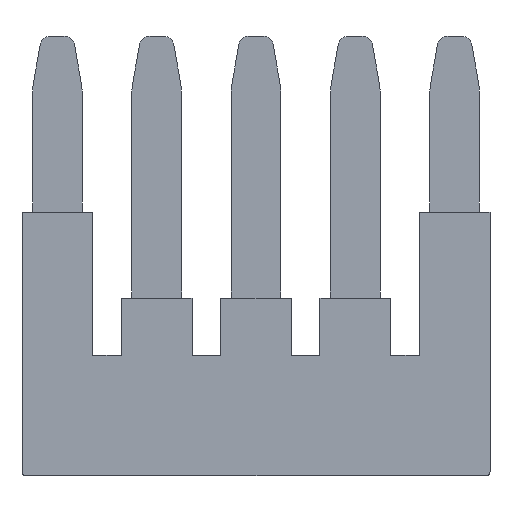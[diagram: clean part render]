
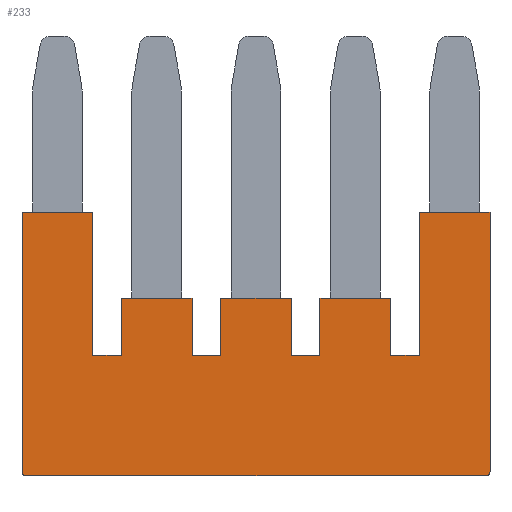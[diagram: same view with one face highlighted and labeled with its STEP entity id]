
A CAD part, front view. The second image highlights one B-rep face of the part: STEP entity #233.
In plain terms, the highlighted planar face has unit normal (0, -1, 0).
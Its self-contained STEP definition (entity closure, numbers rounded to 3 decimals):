
#233 = ADVANCED_FACE( '', ( #478 ), #479, .T. );
#478 = FACE_OUTER_BOUND( '', #727, .T. );
#479 = PLANE( '', #728 );
#727 = EDGE_LOOP( '', ( #1382, #1383, #1384, #1385, #1386, #1387, #1388, #1389, #1390, #1391, #1392, #1393, #1394, #1395, #1396, #1397, #1398, #1399, #1400, #1401, #1402, #1403 ) );
#728 = AXIS2_PLACEMENT_3D( '', #1404, #1405, #1406 );
#1382 = ORIENTED_EDGE( '', *, *, #1612, .T. );
#1383 = ORIENTED_EDGE( '', *, *, #1582, .T. );
#1384 = ORIENTED_EDGE( '', *, *, #1589, .F. );
#1385 = ORIENTED_EDGE( '', *, *, #1684, .T. );
#1386 = ORIENTED_EDGE( '', *, *, #1640, .T. );
#1387 = ORIENTED_EDGE( '', *, *, #1578, .T. );
#1388 = ORIENTED_EDGE( '', *, *, #1546, .F. );
#1389 = ORIENTED_EDGE( '', *, *, #1776, .T. );
#1390 = ORIENTED_EDGE( '', *, *, #1789, .T. );
#1391 = ORIENTED_EDGE( '', *, *, #1792, .T. );
#1392 = ORIENTED_EDGE( '', *, *, #1780, .T. );
#1393 = ORIENTED_EDGE( '', *, *, #1560, .T. );
#1394 = ORIENTED_EDGE( '', *, *, #1736, .T. );
#1395 = ORIENTED_EDGE( '', *, *, #1619, .T. );
#1396 = ORIENTED_EDGE( '', *, *, #1753, .T. );
#1397 = ORIENTED_EDGE( '', *, *, #1721, .T. );
#1398 = ORIENTED_EDGE( '', *, *, #1773, .T. );
#1399 = ORIENTED_EDGE( '', *, *, #1793, .T. );
#1400 = ORIENTED_EDGE( '', *, *, #1573, .T. );
#1401 = ORIENTED_EDGE( '', *, *, #1600, .T. );
#1402 = ORIENTED_EDGE( '', *, *, #1568, .T. );
#1403 = ORIENTED_EDGE( '', *, *, #1650, .T. );
#1404 = CARTESIAN_POINT( '', ( -17.681, 0., -23.728 ) );
#1405 = DIRECTION( '', ( 0., -1., 0. ) );
#1406 = DIRECTION( '', ( 0., 0., -1. ) );
#1546 = EDGE_CURVE( '', #1864, #1866, #1867, .T. );
#1560 = EDGE_CURVE( '', #1891, #1892, #1893, .T. );
#1568 = EDGE_CURVE( '', #1905, #1906, #1907, .T. );
#1573 = EDGE_CURVE( '', #1914, #1915, #1916, .T. );
#1578 = EDGE_CURVE( '', #1923, #1866, #1924, .T. );
#1582 = EDGE_CURVE( '', #1929, #1930, #1931, .T. );
#1589 = EDGE_CURVE( '', #1940, #1930, #1942, .T. );
#1600 = EDGE_CURVE( '', #1915, #1905, #1959, .T. );
#1612 = EDGE_CURVE( '', #1973, #1929, #1977, .T. );
#1619 = EDGE_CURVE( '', #1988, #1989, #1990, .T. );
#1640 = EDGE_CURVE( '', #2026, #1923, #2027, .T. );
#1650 = EDGE_CURVE( '', #1906, #1973, #2040, .T. );
#1684 = EDGE_CURVE( '', #1940, #2026, #2086, .T. );
#1721 = EDGE_CURVE( '', #2141, #2142, #2143, .T. );
#1736 = EDGE_CURVE( '', #1892, #1988, #2163, .T. );
#1753 = EDGE_CURVE( '', #1989, #2141, #2183, .T. );
#1773 = EDGE_CURVE( '', #2142, #2208, #2209, .T. );
#1776 = EDGE_CURVE( '', #1864, #2212, #2213, .T. );
#1780 = EDGE_CURVE( '', #2217, #1891, #2218, .T. );
#1789 = EDGE_CURVE( '', #2212, #2227, #2228, .T. );
#1792 = EDGE_CURVE( '', #2227, #2217, #2231, .T. );
#1793 = EDGE_CURVE( '', #2208, #1914, #2232, .T. );
#1864 = VERTEX_POINT( '', #2316 );
#1866 = VERTEX_POINT( '', #2319 );
#1867 = LINE( '', #2320, #2321 );
#1891 = VERTEX_POINT( '', #2352 );
#1892 = VERTEX_POINT( '', #2353 );
#1893 = LINE( '', #2354, #2355 );
#1905 = VERTEX_POINT( '', #2373 );
#1906 = VERTEX_POINT( '', #2374 );
#1907 = LINE( '', #2375, #2376 );
#1914 = VERTEX_POINT( '', #2386 );
#1915 = VERTEX_POINT( '', #2387 );
#1916 = LINE( '', #2388, #2389 );
#1923 = VERTEX_POINT( '', #2399 );
#1924 = LINE( '', #2400, #2401 );
#1929 = VERTEX_POINT( '', #2408 );
#1930 = VERTEX_POINT( '', #2409 );
#1931 = CIRCLE( '', #2410, 0.2 );
#1940 = VERTEX_POINT( '', #2422 );
#1942 = LINE( '', #2425, #2426 );
#1959 = LINE( '', #2450, #2451 );
#1973 = VERTEX_POINT( '', #2472 );
#1977 = LINE( '', #2478, #2479 );
#1988 = VERTEX_POINT( '', #2494 );
#1989 = VERTEX_POINT( '', #2495 );
#1990 = LINE( '', #2496, #2497 );
#2026 = VERTEX_POINT( '', #2545 );
#2027 = LINE( '', #2546, #2547 );
#2040 = CIRCLE( '', #2566, 0.2 );
#2086 = LINE( '', #2629, #2630 );
#2141 = VERTEX_POINT( '', #2704 );
#2142 = VERTEX_POINT( '', #2705 );
#2143 = LINE( '', #2706, #2707 );
#2163 = LINE( '', #2736, #2737 );
#2183 = LINE( '', #2766, #2767 );
#2208 = VERTEX_POINT( '', #2802 );
#2209 = LINE( '', #2803, #2804 );
#2212 = VERTEX_POINT( '', #2808 );
#2213 = LINE( '', #2809, #2810 );
#2217 = VERTEX_POINT( '', #2816 );
#2218 = LINE( '', #2817, #2818 );
#2227 = VERTEX_POINT( '', #2830 );
#2228 = LINE( '', #2831, #2832 );
#2231 = LINE( '', #2836, #2837 );
#2232 = LINE( '', #2838, #2839 );
#2316 = CARTESIAN_POINT( '', ( -13.931, 0., -14.428 ) );
#2319 = CARTESIAN_POINT( '', ( -13.931, 0., -17.428 ) );
#2320 = CARTESIAN_POINT( '', ( -13.931, 0., -17.428 ) );
#2321 = VECTOR( '', #2906, 1000. );
#2352 = CARTESIAN_POINT( '', ( -19.131, 0., -14.428 ) );
#2353 = CARTESIAN_POINT( '', ( -22.831, 0., -14.428 ) );
#2354 = CARTESIAN_POINT( '', ( -22.831, 0., -14.428 ) );
#2355 = VECTOR( '', #2926, 1000. );
#2373 = CARTESIAN_POINT( '', ( -33.231, 0., -9.928 ) );
#2374 = CARTESIAN_POINT( '', ( -33.231, 0., -23.528 ) );
#2375 = CARTESIAN_POINT( '', ( -33.231, 0., -10.328 ) );
#2376 = VECTOR( '', #2933, 1000. );
#2386 = CARTESIAN_POINT( '', ( -29.531, 0., -17.428 ) );
#2387 = CARTESIAN_POINT( '', ( -29.531, 0., -9.928 ) );
#2388 = CARTESIAN_POINT( '', ( -29.531, 0., -10.328 ) );
#2389 = VECTOR( '', #2937, 1000. );
#2399 = CARTESIAN_POINT( '', ( -12.431, 0., -17.428 ) );
#2400 = CARTESIAN_POINT( '', ( -12.481, 0., -17.428 ) );
#2401 = VECTOR( '', #2941, 1000. );
#2408 = CARTESIAN_POINT( '', ( -8.931, 0., -23.728 ) );
#2409 = CARTESIAN_POINT( '', ( -8.731, 0., -23.528 ) );
#2410 = AXIS2_PLACEMENT_3D( '', #2944, #2945, #2946 );
#2422 = CARTESIAN_POINT( '', ( -8.731, 0., -9.928 ) );
#2425 = CARTESIAN_POINT( '', ( -8.731, 0., -23.528 ) );
#2426 = VECTOR( '', #2954, 1000. );
#2450 = CARTESIAN_POINT( '', ( -33.231, 0., -9.928 ) );
#2451 = VECTOR( '', #2962, 1000. );
#2472 = CARTESIAN_POINT( '', ( -33.031, 0., -23.728 ) );
#2478 = CARTESIAN_POINT( '', ( -17.681, 0., -23.728 ) );
#2479 = VECTOR( '', #2972, 1000. );
#2494 = CARTESIAN_POINT( '', ( -22.831, 0., -17.428 ) );
#2495 = CARTESIAN_POINT( '', ( -24.331, 0., -17.428 ) );
#2496 = CARTESIAN_POINT( '', ( -22.831, 0., -17.428 ) );
#2497 = VECTOR( '', #2977, 1000. );
#2545 = CARTESIAN_POINT( '', ( -12.431, 0., -9.928 ) );
#2546 = CARTESIAN_POINT( '', ( -12.431, 0., -17.428 ) );
#2547 = VECTOR( '', #3005, 1000. );
#2566 = AXIS2_PLACEMENT_3D( '', #3012, #3013, #3014 );
#2629 = CARTESIAN_POINT( '', ( -12.431, 0., -9.928 ) );
#2630 = VECTOR( '', #3053, 1000. );
#2704 = CARTESIAN_POINT( '', ( -24.331, 0., -14.428 ) );
#2705 = CARTESIAN_POINT( '', ( -28.031, 0., -14.428 ) );
#2706 = CARTESIAN_POINT( '', ( -28.031, 0., -14.428 ) );
#2707 = VECTOR( '', #3103, 1000. );
#2736 = CARTESIAN_POINT( '', ( -22.831, 0., -10.328 ) );
#2737 = VECTOR( '', #3116, 1000. );
#2766 = CARTESIAN_POINT( '', ( -24.331, 0., -10.328 ) );
#2767 = VECTOR( '', #3129, 1000. );
#2802 = CARTESIAN_POINT( '', ( -28.031, 0., -17.428 ) );
#2803 = CARTESIAN_POINT( '', ( -28.031, 0., -10.328 ) );
#2804 = VECTOR( '', #3146, 1000. );
#2808 = CARTESIAN_POINT( '', ( -17.631, 0., -14.428 ) );
#2809 = CARTESIAN_POINT( '', ( -17.631, 0., -14.428 ) );
#2810 = VECTOR( '', #3148, 1000. );
#2816 = CARTESIAN_POINT( '', ( -19.131, 0., -17.428 ) );
#2817 = CARTESIAN_POINT( '', ( -19.131, 0., -10.328 ) );
#2818 = VECTOR( '', #3151, 1000. );
#2830 = CARTESIAN_POINT( '', ( -17.631, 0., -17.428 ) );
#2831 = CARTESIAN_POINT( '', ( -17.631, 0., -23.528 ) );
#2832 = VECTOR( '', #3155, 1000. );
#2836 = CARTESIAN_POINT( '', ( -17.631, 0., -17.428 ) );
#2837 = VECTOR( '', #3157, 1000. );
#2838 = CARTESIAN_POINT( '', ( -28.031, 0., -17.428 ) );
#2839 = VECTOR( '', #3158, 1000. );
#2906 = DIRECTION( '', ( 0., 0., -1. ) );
#2926 = DIRECTION( '', ( -1., 0., 0. ) );
#2933 = DIRECTION( '', ( 0., 0., -1. ) );
#2937 = DIRECTION( '', ( 0., 0., 1. ) );
#2941 = DIRECTION( '', ( -1., 0., 0. ) );
#2944 = CARTESIAN_POINT( '', ( -8.931, 0., -23.528 ) );
#2945 = DIRECTION( '', ( 0., -1., 0. ) );
#2946 = DIRECTION( '', ( 0., 0., -1. ) );
#2954 = DIRECTION( '', ( 0., 0., -1. ) );
#2962 = DIRECTION( '', ( -1., 0., 0. ) );
#2972 = DIRECTION( '', ( 1., 0., 0. ) );
#2977 = DIRECTION( '', ( -1., 0., 0. ) );
#3005 = DIRECTION( '', ( 0., 0., -1. ) );
#3012 = CARTESIAN_POINT( '', ( -33.031, 0., -23.528 ) );
#3013 = DIRECTION( '', ( 0., -1., 0. ) );
#3014 = DIRECTION( '', ( 0., 0., -1. ) );
#3053 = DIRECTION( '', ( -1., 0., 0. ) );
#3103 = DIRECTION( '', ( -1., 0., 0. ) );
#3116 = DIRECTION( '', ( 0., 0., -1. ) );
#3129 = DIRECTION( '', ( 0., 0., 1. ) );
#3146 = DIRECTION( '', ( 0., 0., -1. ) );
#3148 = DIRECTION( '', ( -1., 0., 0. ) );
#3151 = DIRECTION( '', ( 0., 0., 1. ) );
#3155 = DIRECTION( '', ( 0., 0., -1. ) );
#3157 = DIRECTION( '', ( -1., 0., 0. ) );
#3158 = DIRECTION( '', ( -1., 0., 0. ) );
